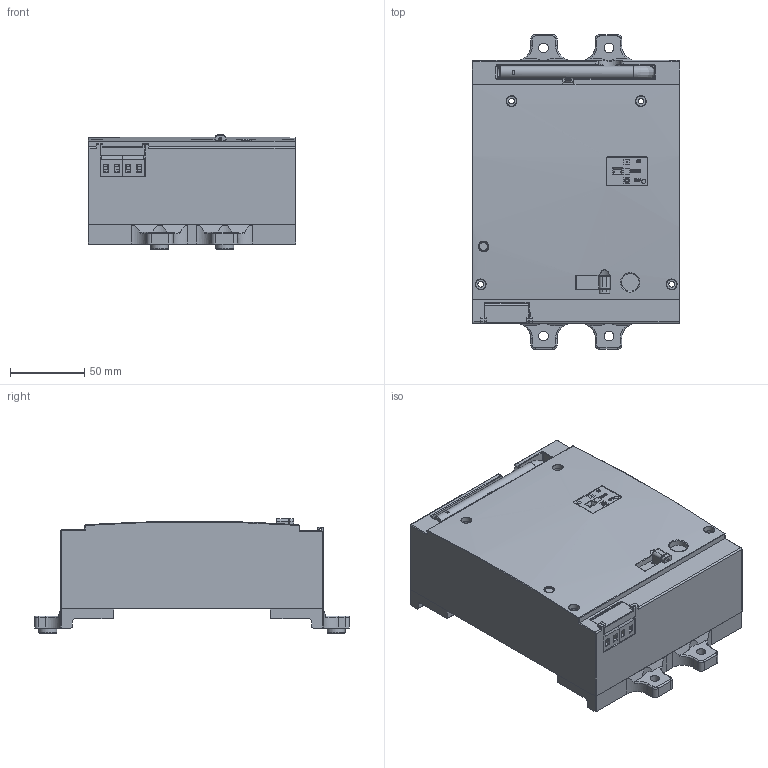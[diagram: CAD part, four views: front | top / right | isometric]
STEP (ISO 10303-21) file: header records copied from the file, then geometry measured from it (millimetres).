
FILE_DESCRIPTION(/* description */ (''),/* implementation_level */ '2;1');
FILE_NAME(/* name */ 'DC6-400-2024.prt.step',/* time_stamp */ '2025-02-14T10:28:32+08:00',/* author */ (''),/* organization */ (''),/* preprocessor_version */ 'ST-DEVELOPER v11',/* originating_system */ 'SIEMENS UGS NX 6.0',/* authorisation */ '');
FILE_SCHEMA (('AUTOMOTIVE_DESIGN { 1 0 10303 214 1 1 1 1 }'));
Products named in the file (1): DC6-400-2024
Bounding box: 139.7 x 212 x 77 mm (x, y, z)
Volume: 120531.3 mm3; surface area: 283012.6 mm2
Topology: 10 solids, 11 shells, 2660 faces, 7151 edges, 4531 vertices
Faces by surface type: plane 1370, cylinder 884, torus 156, bspline 89, sphere 66, extrusion 63, cone 32
Full cylindrical faces by diameter (mm): 1.5 x2, 2.1 x2, 2.3 x3, 2.5 x4, 2.6 x4, 2.9 x1, 3 x6, 3.2 x4, 3.25 x1, 3.5 x1, 3.6 x1, 3.8 x4, 4 x17, 4.9 x8, 5 x4, 5.5 x1, 6 x3, 6.1 x1, 6.5 x7, 6.6 x1, 6.7 x4, 7 x4, 7.2 x4, 8 x1, 8.5 x2, 10 x3, 12 x9, 13 x1, 16 x2
Entity records: 106065 total; most frequent: CARTESIAN_POINT 23284, ORIENTED_EDGE 13674, DIRECTION 13458, EDGE_CURVE 6837, AXIS2_PLACEMENT_3D 4654, VERTEX_POINT 4442, VECTOR 4150, LINE 4087
